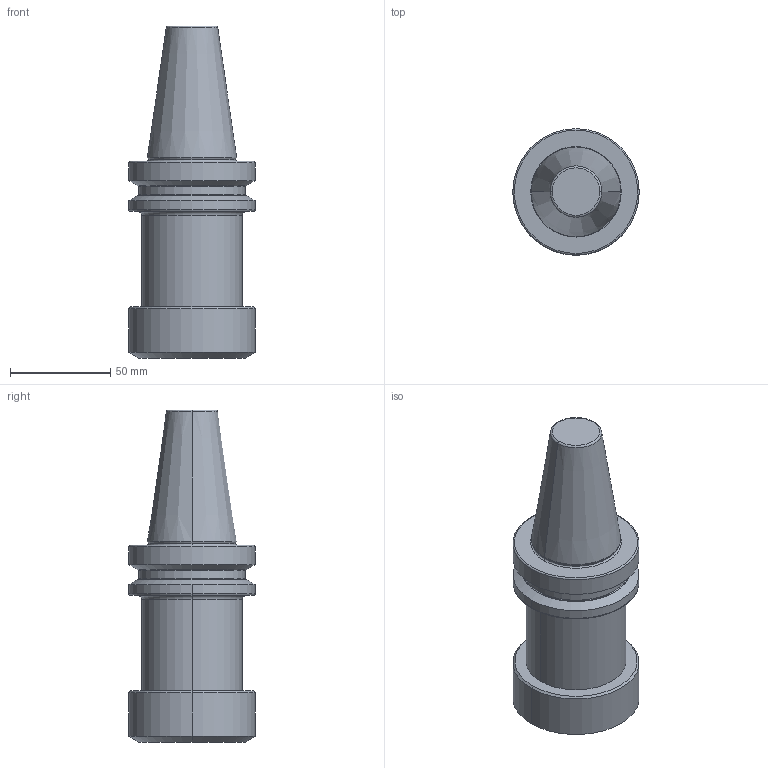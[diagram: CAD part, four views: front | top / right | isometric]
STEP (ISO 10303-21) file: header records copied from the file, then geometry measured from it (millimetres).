
FILE_DESCRIPTION(/* description */ (''),/* implementation_level */ '2;1');
FILE_NAME(/* name */ '1659951351975.stp',/* time_stamp */ '2022-08-08T15:06:01+06:00',/* author */ (''),/* organization */ ('SMS'),/* preprocessor_version */ 'ST-DEVELOPER v16.7',/* originating_system */ 'SIEMENS PLM Software NX 12.0',/* authorisation */ '');
FILE_SCHEMA (('AUTOMOTIVE_DESIGN { 1 0 10303 214 3 1 1 1 }'));
Length unit declared in the file: millimetre
Products named in the file (1): 204264800mod000_00
Bounding box: 63 x 63 x 165.4 mm (x, y, z)
Volume: 309241.6 mm3; surface area: 32510.7 mm2
Topology: 1 solids, 1 shells, 40 faces, 77 edges, 47 vertices
Faces by surface type: torus 13, cylinder 10, cone 10, plane 7
Full cylindrical faces by diameter (mm): 53 x1, 62.95 x1
Entity records: 1091 total; most frequent: DIRECTION 222, CARTESIAN_POINT 168, ORIENTED_EDGE 154, AXIS2_PLACEMENT_3D 101, EDGE_CURVE 77, CIRCLE 57, EDGE_LOOP 45, VERTEX_POINT 44
